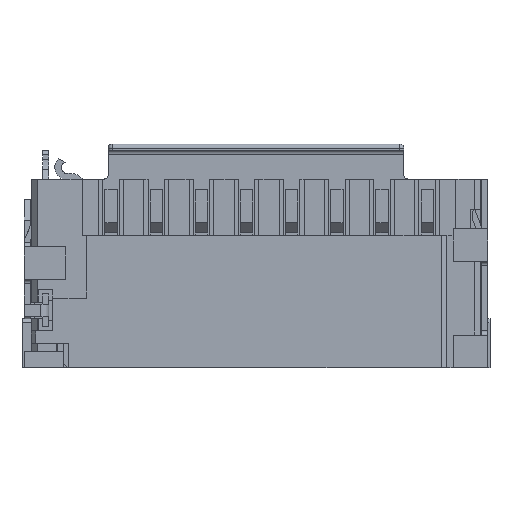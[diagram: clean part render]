
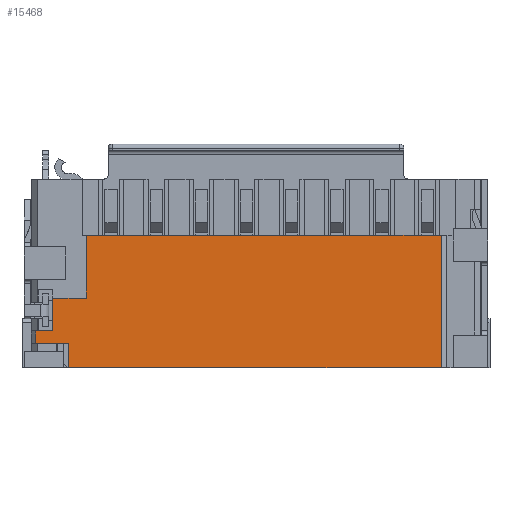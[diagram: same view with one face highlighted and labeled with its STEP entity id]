
A CAD part, front view. The second image highlights one B-rep face of the part: STEP entity #15468.
In plain terms, the highlighted planar face has unit normal (0, -1, 0).
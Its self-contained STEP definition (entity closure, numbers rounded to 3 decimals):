
#217=DIRECTION('',(1.,0.,0.));
#218=VECTOR('',#217,9.069);
#219=CARTESIAN_POINT('',(-4.88,-1.035,-2.3));
#220=LINE('',#219,#218);
#3555=DIRECTION('',(1.,0.,0.));
#3556=VECTOR('',#3555,0.81);
#3557=CARTESIAN_POINT('',(-5.69,-1.035,-1.7));
#3558=LINE('',#3557,#3556);
#3647=DIRECTION('',(0.,0.,-1.));
#3648=VECTOR('',#3647,0.3);
#3649=CARTESIAN_POINT('',(-5.69,-1.035,-1.4));
#3650=LINE('',#3649,#3648);
#3651=DIRECTION('',(1.,0.,0.));
#3652=VECTOR('',#3651,0.42);
#3653=CARTESIAN_POINT('',(-5.69,-1.035,-1.4));
#3654=LINE('',#3653,#3652);
#3655=DIRECTION('',(0.,0.,1.));
#3656=VECTOR('',#3655,0.8);
#3657=CARTESIAN_POINT('',(-5.27,-1.035,-1.4));
#3658=LINE('',#3657,#3656);
#3659=DIRECTION('',(1.,0.,0.));
#3660=VECTOR('',#3659,0.815);
#3661=CARTESIAN_POINT('',(-5.27,-1.035,-0.6));
#3662=LINE('',#3661,#3660);
#3663=DIRECTION('',(0.,0.,1.));
#3664=VECTOR('',#3663,1.53);
#3665=CARTESIAN_POINT('',(-4.455,-1.035,-0.6));
#3666=LINE('',#3665,#3664);
#3667=DIRECTION('',(-1.,0.,0.));
#3668=VECTOR('',#3667,8.644);
#3669=CARTESIAN_POINT('',(4.189,-1.035,0.93));
#3670=LINE('',#3669,#3668);
#3671=DIRECTION('',(0.,0.,-1.));
#3672=VECTOR('',#3671,3.23);
#3673=CARTESIAN_POINT('',(4.189,-1.035,0.93));
#3674=LINE('',#3673,#3672);
#3675=DIRECTION('',(0.,0.,1.));
#3676=VECTOR('',#3675,0.6);
#3677=CARTESIAN_POINT('',(-4.88,-1.035,-2.3));
#3678=LINE('',#3677,#3676);
#9192=CARTESIAN_POINT('',(-5.27,-1.035,-1.4));
#9193=CARTESIAN_POINT('',(-5.27,-1.035,-0.6));
#9194=VERTEX_POINT('',#9192);
#9195=VERTEX_POINT('',#9193);
#9196=CARTESIAN_POINT('',(-4.455,-1.035,-0.6));
#9197=VERTEX_POINT('',#9196);
#9198=CARTESIAN_POINT('',(-4.455,-1.035,0.93));
#9199=VERTEX_POINT('',#9198);
#9252=CARTESIAN_POINT('',(-4.88,-1.035,-2.3));
#9254=VERTEX_POINT('',#9252);
#9256=CARTESIAN_POINT('',(-4.88,-1.035,-1.7));
#9257=VERTEX_POINT('',#9256);
#9702=CARTESIAN_POINT('',(-5.69,-1.035,-1.7));
#9704=VERTEX_POINT('',#9702);
#9708=CARTESIAN_POINT('',(-5.69,-1.035,-1.4));
#9709=VERTEX_POINT('',#9708);
#10736=CARTESIAN_POINT('',(4.189,-1.035,0.93));
#10737=VERTEX_POINT('',#10736);
#10738=CARTESIAN_POINT('',(4.189,-1.035,-2.3));
#10739=VERTEX_POINT('',#10738);
#15446=CARTESIAN_POINT('',(-5.79,-1.035,-2.3));
#15447=DIRECTION('',(0.,-1.,0.));
#15448=DIRECTION('',(1.,0.,0.));
#15449=AXIS2_PLACEMENT_3D('',#15446,#15447,#15448);
#15450=PLANE('',#15449);
#15451=ORIENTED_EDGE('',*,*,#15321,.F.);
#15452=ORIENTED_EDGE('',*,*,#15307,.T.);
#15454=ORIENTED_EDGE('',*,*,#15453,.T.);
#15456=ORIENTED_EDGE('',*,*,#15455,.T.);
#15458=ORIENTED_EDGE('',*,*,#15457,.T.);
#15460=ORIENTED_EDGE('',*,*,#15459,.F.);
#15462=ORIENTED_EDGE('',*,*,#15461,.T.);
#15463=ORIENTED_EDGE('',*,*,#11257,.F.);
#15464=ORIENTED_EDGE('',*,*,#15441,.T.);
#15465=ORIENTED_EDGE('',*,*,#15339,.F.);
#15466=EDGE_LOOP('',(#15451,#15452,#15454,#15456,#15458,#15460,#15462,#15463,
#15464,#15465));
#15467=FACE_OUTER_BOUND('',#15466,.F.);
#15468=ADVANCED_FACE('',(#15467),#15450,.T.);
#11257=EDGE_CURVE('',#9254,#10739,#220,.T.);
#15307=EDGE_CURVE('',#9709,#9194,#3654,.T.);
#15321=EDGE_CURVE('',#9709,#9704,#3650,.T.);
#15339=EDGE_CURVE('',#9704,#9257,#3558,.T.);
#15441=EDGE_CURVE('',#9254,#9257,#3678,.T.);
#15453=EDGE_CURVE('',#9194,#9195,#3658,.T.);
#15455=EDGE_CURVE('',#9195,#9197,#3662,.T.);
#15457=EDGE_CURVE('',#9197,#9199,#3666,.T.);
#15459=EDGE_CURVE('',#10737,#9199,#3670,.T.);
#15461=EDGE_CURVE('',#10737,#10739,#3674,.T.);
